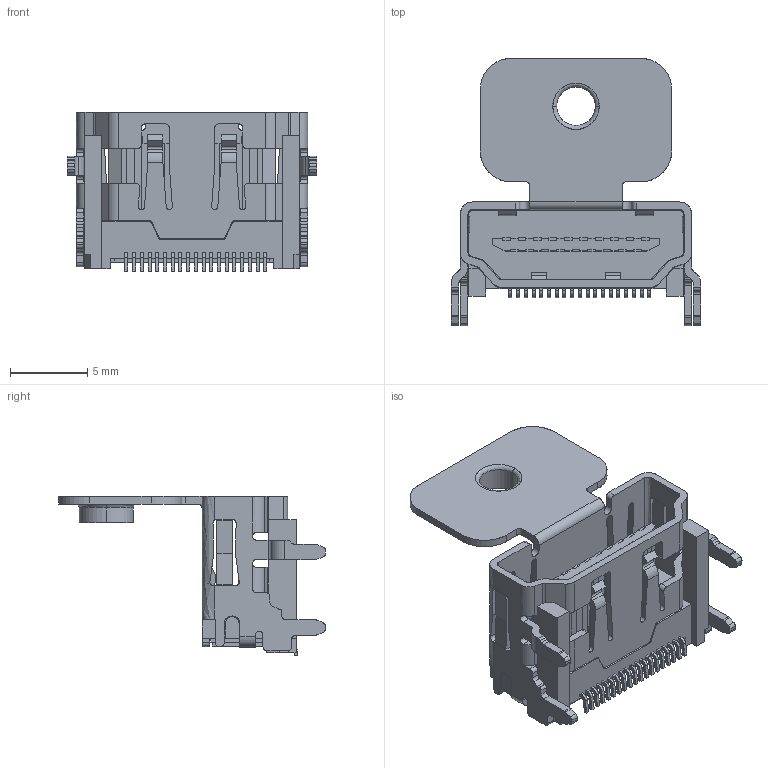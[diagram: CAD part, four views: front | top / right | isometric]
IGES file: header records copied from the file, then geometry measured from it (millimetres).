
Start section: SolidWorks IGES file using analytic representation for surfaces
Global section: file name: KDMIX-FS2-NS-B15TR-2.1.IGS; native system: SolidWorks 2020; preprocessor: SolidWorks 2020; author: Ckelleher; date: 230511.104043; units: millimetre
Bounding box: 16.2 x 17.3 x 10.32 mm (x, y, z)
Surface area: 1525.7 mm2 (no closed solid volume)
Topology: 0 solids, 0 shells, 819 faces, 5965 edges, 5905 vertices
Faces by surface type: bspline 523, revolution 296
